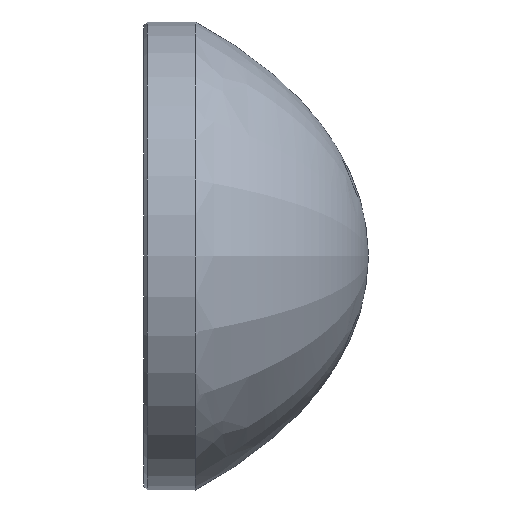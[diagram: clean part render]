
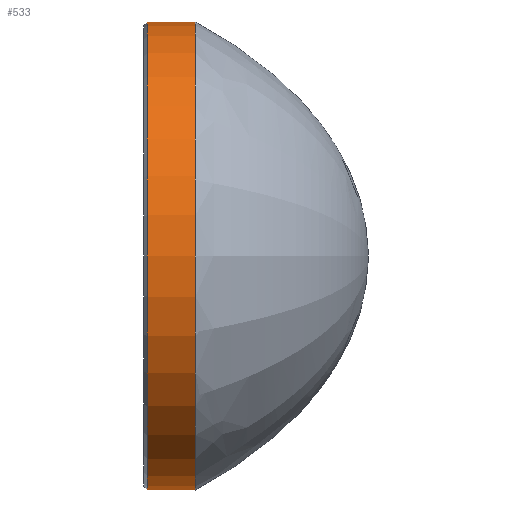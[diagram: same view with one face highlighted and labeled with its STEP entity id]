
A CAD part, left-side view. The second image highlights one B-rep face of the part: STEP entity #533.
In plain terms, the highlighted cylindrical face has radius 12.5 mm (diameter 25 mm), a partial arc.
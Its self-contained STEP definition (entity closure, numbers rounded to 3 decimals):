
#31 = EDGE_CURVE ( 'NONE', #171, #363, #63, .T. ) ;
#32 = DIRECTION ( 'NONE',  ( 0., -1., 0. ) ) ;
#42 = CARTESIAN_POINT ( 'NONE',  ( 0., -6., 0. ) ) ;
#63 = CIRCLE ( 'NONE', #262, 12.5 ) ;
#87 = DIRECTION ( 'NONE',  ( 0., -1., 0. ) ) ;
#132 = VECTOR ( 'NONE', #540, 1000. ) ;
#150 = CIRCLE ( 'NONE', #395, 12.5 ) ;
#163 = CARTESIAN_POINT ( 'NONE',  ( 0., 5.8, 12.5 ) ) ;
#164 = LINE ( 'NONE', #165, #326 ) ;
#165 = CARTESIAN_POINT ( 'NONE',  ( 0., -6., 12.5 ) ) ;
#171 = VERTEX_POINT ( 'NONE', #163 ) ;
#203 = CARTESIAN_POINT ( 'NONE',  ( 0., -6., -12.5 ) ) ;
#238 = EDGE_CURVE ( 'NONE', #394, #255, #150, .T. ) ;
#252 = ORIENTED_EDGE ( 'NONE', *, *, #346, .F. ) ;
#255 = VERTEX_POINT ( 'NONE', #525 ) ;
#262 = AXIS2_PLACEMENT_3D ( 'NONE', #552, #272, #497 ) ;
#272 = DIRECTION ( 'NONE',  ( 0., -1., 0. ) ) ;
#298 = CARTESIAN_POINT ( 'NONE',  ( 0., 3.239, 0. ) ) ;
#301 = CARTESIAN_POINT ( 'NONE',  ( 0., 5.8, -12.5 ) ) ;
#326 = VECTOR ( 'NONE', #435, 1000. ) ;
#336 = AXIS2_PLACEMENT_3D ( 'NONE', #42, #87, #358 ) ;
#346 = EDGE_CURVE ( 'NONE', #171, #394, #164, .T. ) ;
#348 = DIRECTION ( 'NONE',  ( 0., 0., -1. ) ) ;
#351 = ORIENTED_EDGE ( 'NONE', *, *, #31, .T. ) ;
#358 = DIRECTION ( 'NONE',  ( 0., 0., -1. ) ) ;
#363 = VERTEX_POINT ( 'NONE', #301 ) ;
#368 = ORIENTED_EDGE ( 'NONE', *, *, #592, .T. ) ;
#393 = CARTESIAN_POINT ( 'NONE',  ( 0., 3.239, 12.5 ) ) ;
#394 = VERTEX_POINT ( 'NONE', #393 ) ;
#395 = AXIS2_PLACEMENT_3D ( 'NONE', #298, #32, #348 ) ;
#435 = DIRECTION ( 'NONE',  ( 0., -1., 0. ) ) ;
#467 = LINE ( 'NONE', #203, #132 ) ;
#469 = EDGE_LOOP ( 'NONE', ( #252, #351, #368, #517 ) ) ;
#488 = FACE_OUTER_BOUND ( 'NONE', #469, .T. ) ;
#497 = DIRECTION ( 'NONE',  ( 0., 0., 1. ) ) ;
#517 = ORIENTED_EDGE ( 'NONE', *, *, #238, .F. ) ;
#525 = CARTESIAN_POINT ( 'NONE',  ( 0., 3.239, -12.5 ) ) ;
#526 = CYLINDRICAL_SURFACE ( 'NONE', #336, 12.5 ) ;
#533 = ADVANCED_FACE ( 'NONE', ( #488 ), #526, .T. ) ;
#540 = DIRECTION ( 'NONE',  ( 0., -1., 0. ) ) ;
#552 = CARTESIAN_POINT ( 'NONE',  ( 0., 5.8, 0. ) ) ;
#592 = EDGE_CURVE ( 'NONE', #363, #255, #467, .T. ) ;
